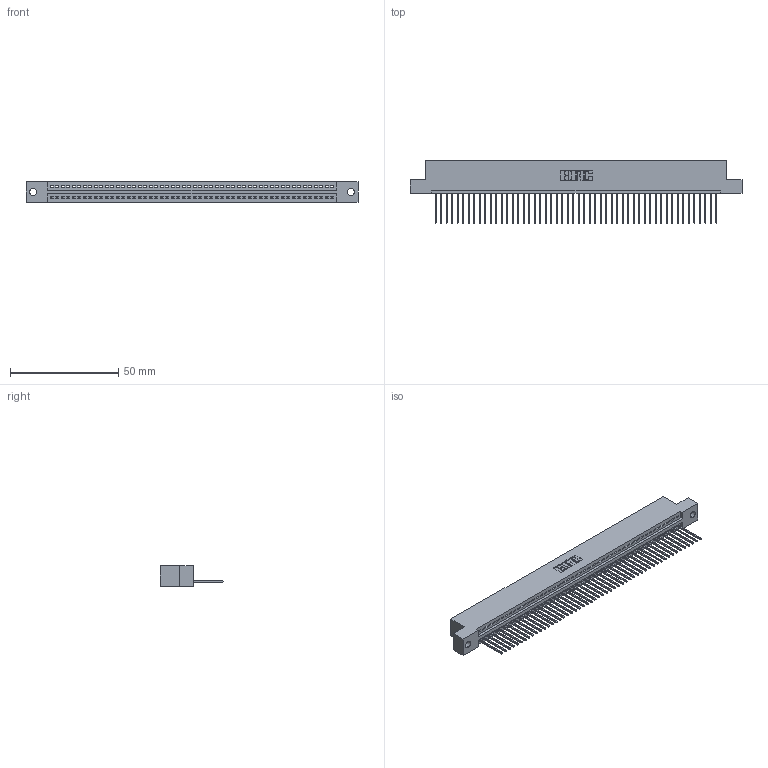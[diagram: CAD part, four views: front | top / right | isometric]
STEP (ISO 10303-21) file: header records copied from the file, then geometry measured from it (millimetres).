
FILE_DESCRIPTION (( 'STEP AP203' ), '1' );
FILE_NAME ('395-052-540-102.STEP', '2019-10-23T12:31:00', ( '' ), ( '' ), 'SwSTEP 2.0', 'SolidWorks 2016', '' );
FILE_SCHEMA (( 'CONFIG_CONTROL_DESIGN' ));
Length unit declared in the file: inch
Products named in the file (3): 345-292-001_345-293-140; 345 Part_Flush Mounting Lugs - 0.128 Dia; 395-052-540-102
Assembly tree (53 placements, depth 2):
  395-052-540-102
    345 Part_Flush Mounting Lugs - 0.128 Dia
    345-292-001_345-293-140  x52
Bounding box: 153.29 x 29.13 x 9.4 mm (x, y, z)
Volume: 14675.2 mm3; surface area: 19873.1 mm2
Topology: 53 solids, 53 shells, 3142 faces, 9493 edges, 6258 vertices
Faces by surface type: plane 2160, cylinder 982
Entity records: 37811 total; most frequent: CARTESIAN_POINT 6556, ORIENTED_EDGE 6542, DIRECTION 5711, EDGE_CURVE 3271, VECTOR 2931, LINE 2931, VERTEX_POINT 2178, AXIS2_PLACEMENT_3D 1390
